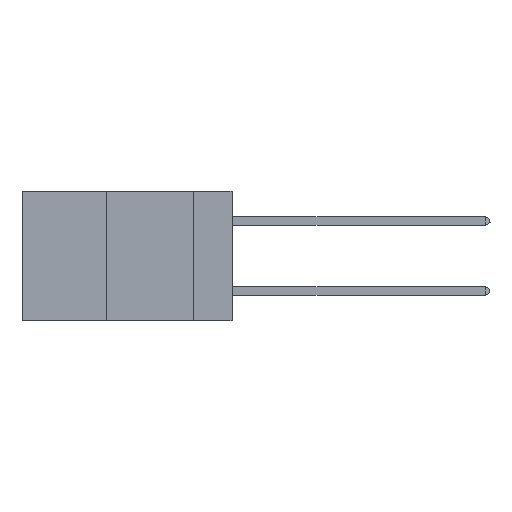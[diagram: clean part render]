
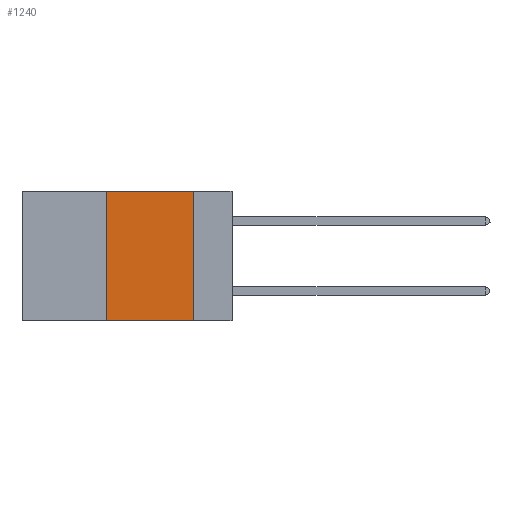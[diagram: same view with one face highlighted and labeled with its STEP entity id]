
A CAD part, left-side view. The second image highlights one B-rep face of the part: STEP entity #1240.
In plain terms, the highlighted planar face has unit normal (-1, 0, 0).
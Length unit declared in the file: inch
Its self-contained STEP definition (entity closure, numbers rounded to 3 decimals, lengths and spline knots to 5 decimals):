
#309 = LINE ( 'NONE', #17204, #8889 ) ;
#1124 = VERTEX_POINT ( 'NONE', #4317 ) ;
#1240 = ADVANCED_FACE ( 'NONE', ( #1308 ), #5917, .F. ) ;
#1308 = FACE_OUTER_BOUND ( 'NONE', #8153, .T. ) ;
#1625 = ORIENTED_EDGE ( 'NONE', *, *, #11794, .T. ) ;
#1985 = CARTESIAN_POINT ( 'NONE',  ( 0., 0.36, 0. ) ) ;
#2997 = VERTEX_POINT ( 'NONE', #15090 ) ;
#3078 = CARTESIAN_POINT ( 'NONE',  ( 0., 0.36, -0.37 ) ) ;
#3859 = EDGE_CURVE ( 'NONE', #1124, #12085, #5859, .T. ) ;
#4317 = CARTESIAN_POINT ( 'NONE',  ( 0., 0.11, 0. ) ) ;
#4639 = ORIENTED_EDGE ( 'NONE', *, *, #17099, .F. ) ;
#4988 = LINE ( 'NONE', #1985, #11924 ) ;
#5859 = LINE ( 'NONE', #6055, #6878 ) ;
#5917 = PLANE ( 'NONE',  #19084 ) ;
#6055 = CARTESIAN_POINT ( 'NONE',  ( 0., 0.11, 0. ) ) ;
#6206 = CARTESIAN_POINT ( 'NONE',  ( 0., 0.11, -0.37 ) ) ;
#6878 = VECTOR ( 'NONE', #11996, 39.37008 ) ;
#8143 = DIRECTION ( 'NONE',  ( 0., -1., 0. ) ) ;
#8153 = EDGE_LOOP ( 'NONE', ( #15868, #4639, #11078, #1625 ) ) ;
#8234 = DIRECTION ( 'NONE',  ( 0., -1., 0. ) ) ;
#8889 = VECTOR ( 'NONE', #8143, 39.37008 ) ;
#11078 = ORIENTED_EDGE ( 'NONE', *, *, #17572, .F. ) ;
#11132 = DIRECTION ( 'NONE',  ( 0., 0., 1. ) ) ;
#11155 = LINE ( 'NONE', #15786, #18996 ) ;
#11665 = DIRECTION ( 'NONE',  ( 0., 0., -1. ) ) ;
#11794 = EDGE_CURVE ( 'NONE', #15179, #12085, #309, .T. ) ;
#11924 = VECTOR ( 'NONE', #11132, 39.37008 ) ;
#11996 = DIRECTION ( 'NONE',  ( 0., 0., -1. ) ) ;
#12085 = VERTEX_POINT ( 'NONE', #6206 ) ;
#13473 = DIRECTION ( 'NONE',  ( 1., 0., 0. ) ) ;
#14790 = CARTESIAN_POINT ( 'NONE',  ( 0., 0.6, 0. ) ) ;
#15090 = CARTESIAN_POINT ( 'NONE',  ( 0., 0.36, 0. ) ) ;
#15179 = VERTEX_POINT ( 'NONE', #3078 ) ;
#15786 = CARTESIAN_POINT ( 'NONE',  ( 0., 0.6, 0. ) ) ;
#15868 = ORIENTED_EDGE ( 'NONE', *, *, #3859, .F. ) ;
#17099 = EDGE_CURVE ( 'NONE', #2997, #1124, #11155, .T. ) ;
#17204 = CARTESIAN_POINT ( 'NONE',  ( 0., 0.6, -0.37 ) ) ;
#17572 = EDGE_CURVE ( 'NONE', #15179, #2997, #4988, .T. ) ;
#18996 = VECTOR ( 'NONE', #8234, 39.37008 ) ;
#19084 = AXIS2_PLACEMENT_3D ( 'NONE', #14790, #13473, #11665 ) ;
